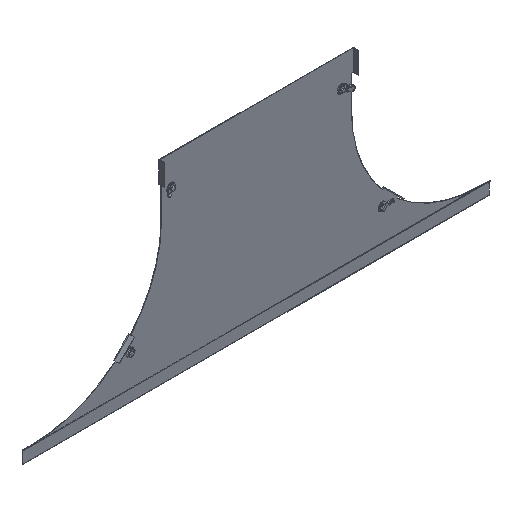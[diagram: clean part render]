
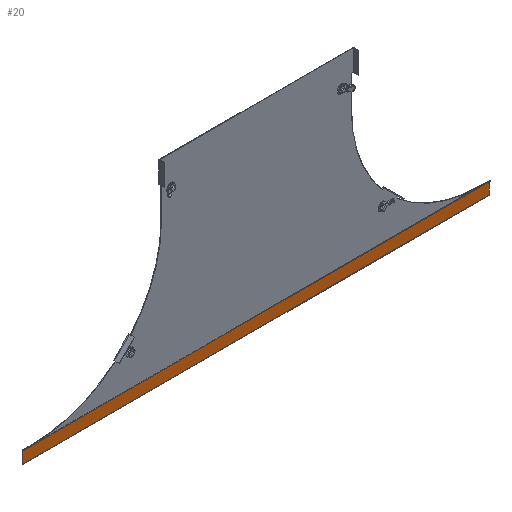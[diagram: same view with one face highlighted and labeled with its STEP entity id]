
A CAD part, isometric view. The second image highlights one B-rep face of the part: STEP entity #20.
In plain terms, the highlighted planar face has unit normal (0, -1, 0).
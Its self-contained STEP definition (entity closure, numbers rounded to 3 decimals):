
#20 = ADVANCED_FACE ( 'NONE', ( #3876 ), #1621, .T. ) ;
#194 = DIRECTION ( 'NONE',  ( 0., 0., -1. ) ) ;
#262 = CARTESIAN_POINT ( 'NONE',  ( 545., 0.25, -430.914 ) ) ;
#302 = LINE ( 'NONE', #3050, #3691 ) ;
#380 = VERTEX_POINT ( 'NONE', #429 ) ;
#429 = CARTESIAN_POINT ( 'NONE',  ( 545., 0.25, -430.5 ) ) ;
#521 = VERTEX_POINT ( 'NONE', #2733 ) ;
#547 = LINE ( 'NONE', #2283, #2471 ) ;
#597 = EDGE_LOOP ( 'NONE', ( #1120, #3830, #1964, #3660, #1819, #3207 ) ) ;
#777 = VECTOR ( 'NONE', #194, 1000. ) ;
#780 = EDGE_CURVE ( 'NONE', #521, #380, #2113, .T. ) ;
#921 = CARTESIAN_POINT ( 'NONE',  ( 525., 0.25, -124.793 ) ) ;
#990 = VERTEX_POINT ( 'NONE', #3805 ) ;
#1120 = ORIENTED_EDGE ( 'NONE', *, *, #3692, .F. ) ;
#1306 = LINE ( 'NONE', #3748, #3168 ) ;
#1358 = CARTESIAN_POINT ( 'NONE',  ( 545., 0.25, -458. ) ) ;
#1446 = DIRECTION ( 'NONE',  ( 0., 0., -1. ) ) ;
#1621 = PLANE ( 'NONE',  #2099 ) ;
#1638 = EDGE_CURVE ( 'NONE', #990, #3542, #547, .T. ) ;
#1814 = VERTEX_POINT ( 'NONE', #3210 ) ;
#1819 = ORIENTED_EDGE ( 'NONE', *, *, #3644, .F. ) ;
#1873 = EDGE_CURVE ( 'NONE', #380, #3542, #302, .T. ) ;
#1955 = LINE ( 'NONE', #3732, #1986 ) ;
#1964 = ORIENTED_EDGE ( 'NONE', *, *, #1873, .T. ) ;
#1986 = VECTOR ( 'NONE', #2198, 1000. ) ;
#2019 = DIRECTION ( 'NONE',  ( 0., 0., 1. ) ) ;
#2046 = VERTEX_POINT ( 'NONE', #1358 ) ;
#2099 = AXIS2_PLACEMENT_3D ( 'NONE', #921, #2846, #1446 ) ;
#2113 = LINE ( 'NONE', #262, #3110 ) ;
#2198 = DIRECTION ( 'NONE',  ( -1., 0., 0. ) ) ;
#2283 = CARTESIAN_POINT ( 'NONE',  ( -545., 0.25, -124.793 ) ) ;
#2471 = VECTOR ( 'NONE', #2019, 1000. ) ;
#2572 = DIRECTION ( 'NONE',  ( 0., 0., 1. ) ) ;
#2690 = LINE ( 'NONE', #3892, #777 ) ;
#2733 = CARTESIAN_POINT ( 'NONE',  ( 545., 0.25, -430.914 ) ) ;
#2846 = DIRECTION ( 'NONE',  ( 0., -1., 0. ) ) ;
#2940 = CARTESIAN_POINT ( 'NONE',  ( -545., 0.25, -430.5 ) ) ;
#2959 = DIRECTION ( 'NONE',  ( -1., 0., 0. ) ) ;
#3050 = CARTESIAN_POINT ( 'NONE',  ( 525., 0.25, -430.5 ) ) ;
#3110 = VECTOR ( 'NONE', #2572, 1000. ) ;
#3168 = VECTOR ( 'NONE', #3481, 1000. ) ;
#3207 = ORIENTED_EDGE ( 'NONE', *, *, #3371, .F. ) ;
#3210 = CARTESIAN_POINT ( 'NONE',  ( -545., 0.25, -458. ) ) ;
#3371 = EDGE_CURVE ( 'NONE', #2046, #1814, #1955, .T. ) ;
#3481 = DIRECTION ( 'NONE',  ( 0., 0., 1. ) ) ;
#3542 = VERTEX_POINT ( 'NONE', #2940 ) ;
#3644 = EDGE_CURVE ( 'NONE', #1814, #990, #1306, .T. ) ;
#3660 = ORIENTED_EDGE ( 'NONE', *, *, #1638, .F. ) ;
#3691 = VECTOR ( 'NONE', #2959, 1000. ) ;
#3692 = EDGE_CURVE ( 'NONE', #521, #2046, #2690, .T. ) ;
#3732 = CARTESIAN_POINT ( 'NONE',  ( 545., 0.25, -458. ) ) ;
#3748 = CARTESIAN_POINT ( 'NONE',  ( -545., 0.25, -457.793 ) ) ;
#3805 = CARTESIAN_POINT ( 'NONE',  ( -545., 0.25, -430.914 ) ) ;
#3830 = ORIENTED_EDGE ( 'NONE', *, *, #780, .T. ) ;
#3876 = FACE_OUTER_BOUND ( 'NONE', #597, .T. ) ;
#3892 = CARTESIAN_POINT ( 'NONE',  ( 545., 0.25, -457.793 ) ) ;
